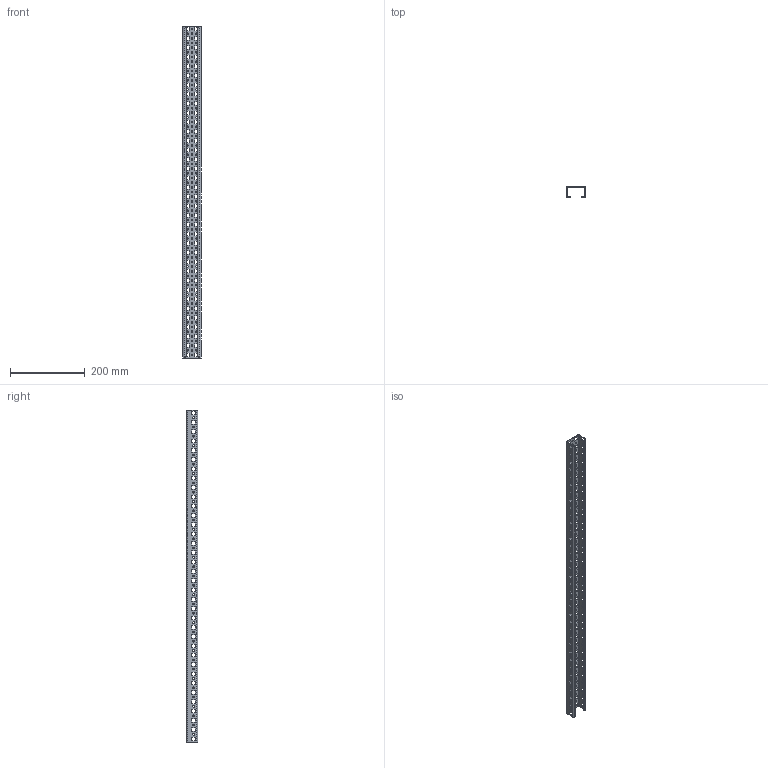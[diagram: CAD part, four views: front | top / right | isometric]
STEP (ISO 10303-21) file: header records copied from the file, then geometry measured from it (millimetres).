
FILE_DESCRIPTION (( 'STEP AP214' ), '1' );
FILE_NAME ('944.100.STEP', '2024-08-22T09:15:17', ( '' ), ( '' ), 'SwSTEP 2.0', 'SolidWorks 2021', '' );
FILE_SCHEMA (( 'AUTOMOTIVE_DESIGN' ));
Length unit declared in the file: millimetre
Products named in the file (1): 944.100
Bounding box: 50 x 30.5 x 891 mm (x, y, z)
Volume: 173697.4 mm3; surface area: 194617.5 mm2
Topology: 1 solids, 1 shells, 1036 faces, 3070 edges, 2036 vertices
Faces by surface type: plane 602, cylinder 434
Entity records: 36180 total; most frequent: CARTESIAN_POINT 6143, ORIENTED_EDGE 6140, DIRECTION 6012, EDGE_CURVE 3070, LINE 2202, VECTOR 2202, VERTEX_POINT 2036, AXIS2_PLACEMENT_3D 1905
